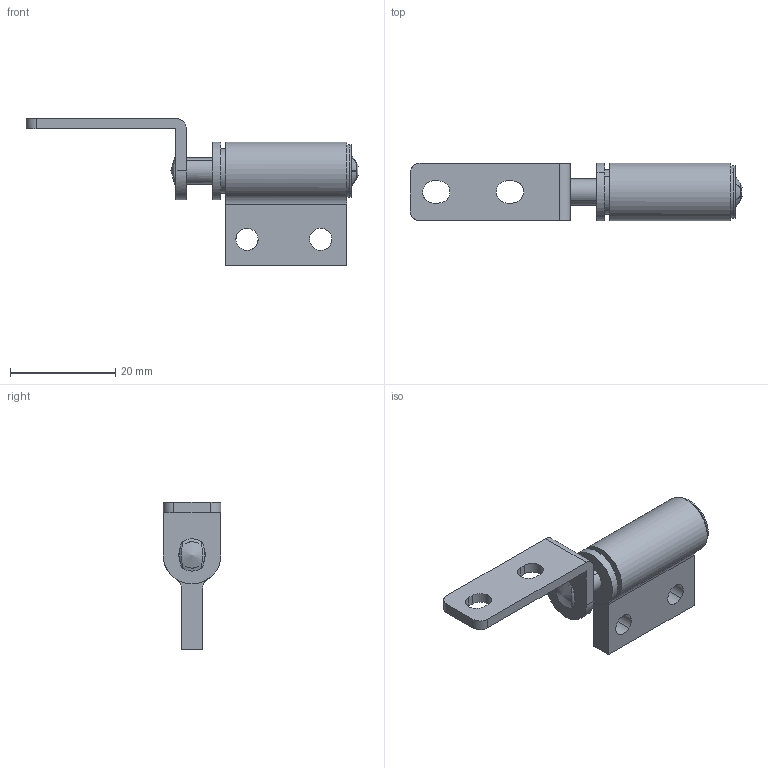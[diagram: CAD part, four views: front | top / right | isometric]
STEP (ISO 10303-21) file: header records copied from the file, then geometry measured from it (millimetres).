
FILE_DESCRIPTION((''),'2;1');
FILE_NAME('','2011-04-26T15:19:20',(''),(''),'','CADfix','');
FILE_SCHEMA(('AUTOMOTIVE_DESIGN { 1 0 10303 214 1 1 1 1 }'));
Length unit declared in the file: millimetre
Bounding box: 63.1 x 11 x 28 mm (x, y, z)
Volume: 4470.4 mm3; surface area: 5053.3 mm2
Topology: 5 solids, 5 shells, 117 faces, 409 edges, 308 vertices
Faces by surface type: bspline 117
Entity records: 6151 total; most frequent: CARTESIAN_POINT 3679, ORIENTED_EDGE 818, EDGE_CURVE 409, VERTEX_POINT 308, B_SPLINE_CURVE_WITH_KNOTS 254, QUASI_UNIFORM_CURVE 155, EDGE_LOOP 139, FACE_OUTER_BOUND 117
